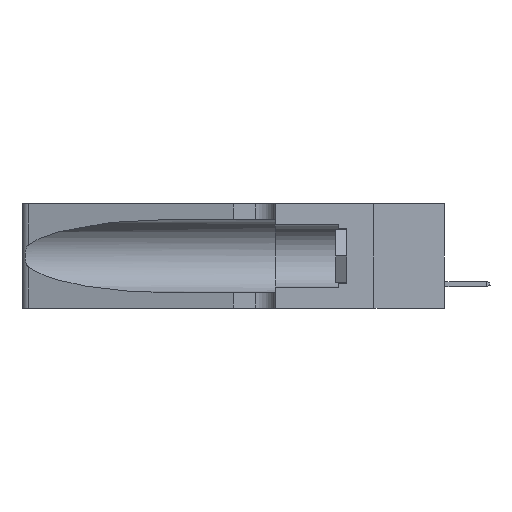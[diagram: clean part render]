
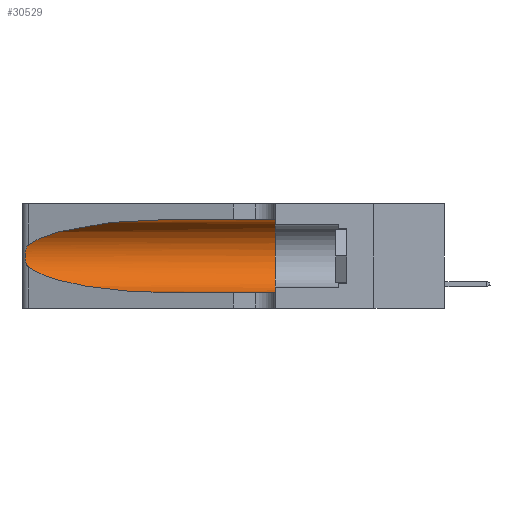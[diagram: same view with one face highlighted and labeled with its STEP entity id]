
A CAD part, left-side view. The second image highlights one B-rep face of the part: STEP entity #30529.
In plain terms, the highlighted cylindrical face has radius 3.308 mm (diameter 6.617 mm), a partial arc.
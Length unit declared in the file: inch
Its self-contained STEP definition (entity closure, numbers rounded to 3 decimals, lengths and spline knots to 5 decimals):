
#629 = CYLINDRICAL_SURFACE ( 'NONE', #34413, 0.13025 ) ;
#1427 = CARTESIAN_POINT ( 'NONE',  ( 0.1305, 1.61858, 0.185 ) ) ;
#1647 = EDGE_LOOP ( 'NONE', ( #27389, #29138, #10875, #12510, #29224, #31145 ) ) ;
#1825 = CARTESIAN_POINT ( 'NONE',  ( 0.25639, 1.23184, 0.21858 ) ) ;
#2076 = VERTEX_POINT ( 'NONE', #5973 ) ;
#2317 = CARTESIAN_POINT ( 'NONE',  ( 0.26017, 1.23833, 0.17102 ) ) ;
#2970 = CARTESIAN_POINT ( 'NONE',  ( 0.25487, 1.22718, 0.14631 ) ) ;
#3088 = CARTESIAN_POINT ( 'NONE',  ( 0.1305, 0.72297, 0.05475 ) ) ;
#3531 = CARTESIAN_POINT ( 'NONE',  ( 0.1305, 1.61858, 0.31525 ) ) ;
#4655 = CARTESIAN_POINT ( 'NONE',  ( 0.25555, 1.22993, 0.14849 ) ) ;
#4774 = CARTESIAN_POINT ( 'NONE',  ( 0.25789, 1.23486, 0.15765 ) ) ;
#4889 = CARTESIAN_POINT ( 'NONE',  ( 0.25787, 1.23484, 0.2124 ) ) ;
#5134 = CARTESIAN_POINT ( 'NONE',  ( 0.25854, 1.2359, 0.20912 ) ) ;
#5255 =( BOUNDED_CURVE ( )  B_SPLINE_CURVE ( 3, ( #10983, #30963, #36467, #30455 ),
 .UNSPECIFIED., .F., .T. ) 
 B_SPLINE_CURVE_WITH_KNOTS ( ( 4, 4 ),
 ( 1.5708, 2.84003 ),
 .UNSPECIFIED. ) 
 CURVE ( )  GEOMETRIC_REPRESENTATION_ITEM ( )  RATIONAL_B_SPLINE_CURVE ( ( 1., 0.87, 0.87, 1. ) ) 
 REPRESENTATION_ITEM ( '' )  );
#5412 = CARTESIAN_POINT ( 'NONE',  ( 0.1305, 0.35, 0.185 ) ) ;
#5838 = CIRCLE ( 'NONE', #6605, 0.13025 ) ;
#5973 = CARTESIAN_POINT ( 'NONE',  ( 0.25487, 1.22718, 0.22369 ) ) ;
#6345 = LINE ( 'NONE', #3531, #26403 ) ;
#6605 = AXIS2_PLACEMENT_3D ( 'NONE', #5412, #25701, #16891 ) ;
#6712 = VERTEX_POINT ( 'NONE', #12385 ) ;
#7408 = VERTEX_POINT ( 'NONE', #23936 ) ;
#8023 = CARTESIAN_POINT ( 'NONE',  ( 0.1305, 0.72297, 0.05475 ) ) ;
#8659 = CARTESIAN_POINT ( 'NONE',  ( 0.2373, 1.15595, 0.08982 ) ) ;
#9995 = VERTEX_POINT ( 'NONE', #8023 ) ;
#10875 = ORIENTED_EDGE ( 'NONE', *, *, #22194, .T. ) ;
#10983 = CARTESIAN_POINT ( 'NONE',  ( 0.1305, 0.72297, 0.31525 ) ) ;
#12344 = DIRECTION ( 'NONE',  ( 0., -1., 0. ) ) ;
#12385 = CARTESIAN_POINT ( 'NONE',  ( 0.1305, 0.35, 0.31525 ) ) ;
#12510 = ORIENTED_EDGE ( 'NONE', *, *, #33858, .T. ) ;
#13965 = B_SPLINE_CURVE_WITH_KNOTS ( 'NONE', 3,
 ( #21961, #27679, #1825, #4889, #5134, #30580, #27555, #19234, #2317, #21714, #4774, #30205, #4655, #21837 ),
 .UNSPECIFIED., .F., .F.,
 ( 4, 2, 2, 2, 2, 2, 4 ),
 ( 0., 0.00027, 0.00053, 0.00107, 0.0016, 0.00187, 0.00214 ),
 .UNSPECIFIED. ) ;
#15039 = EDGE_CURVE ( 'NONE', #6712, #24149, #5838, .T. ) ;
#15595 = VECTOR ( 'NONE', #30226, 39.37008 ) ;
#16140 = VERTEX_POINT ( 'NONE', #36174 ) ;
#16891 = DIRECTION ( 'NONE',  ( 0., 0., 1. ) ) ;
#19234 = CARTESIAN_POINT ( 'NONE',  ( 0.26075, 1.23896, 0.178 ) ) ;
#20812 = DIRECTION ( 'NONE',  ( 0., -1., 0. ) ) ;
#21310 = DIRECTION ( 'NONE',  ( 0., 0., -1. ) ) ;
#21714 = CARTESIAN_POINT ( 'NONE',  ( 0.25856, 1.23593, 0.16098 ) ) ;
#21837 = CARTESIAN_POINT ( 'NONE',  ( 0.25487, 1.22718, 0.14631 ) ) ;
#21961 = CARTESIAN_POINT ( 'NONE',  ( 0.25487, 1.22718, 0.22369 ) ) ;
#22194 = EDGE_CURVE ( 'NONE', #7408, #9995, #33390, .T. ) ;
#23115 = EDGE_CURVE ( 'NONE', #2076, #7408, #13965, .T. ) ;
#23160 = LINE ( 'NONE', #27335, #15595 ) ;
#23936 = CARTESIAN_POINT ( 'NONE',  ( 0.25487, 1.22718, 0.14631 ) ) ;
#24149 = VERTEX_POINT ( 'NONE', #35012 ) ;
#25701 = DIRECTION ( 'NONE',  ( 0., 1., 0. ) ) ;
#26403 = VECTOR ( 'NONE', #12344, 39.37008 ) ;
#27335 = CARTESIAN_POINT ( 'NONE',  ( 0.1305, 1.61858, 0.05475 ) ) ;
#27389 = ORIENTED_EDGE ( 'NONE', *, *, #27863, .T. ) ;
#27555 = CARTESIAN_POINT ( 'NONE',  ( 0.26075, 1.23896, 0.19203 ) ) ;
#27679 = CARTESIAN_POINT ( 'NONE',  ( 0.25555, 1.22994, 0.2215 ) ) ;
#27863 = EDGE_CURVE ( 'NONE', #16140, #2076, #5255, .T. ) ;
#29138 = ORIENTED_EDGE ( 'NONE', *, *, #23115, .T. ) ;
#29224 = ORIENTED_EDGE ( 'NONE', *, *, #15039, .F. ) ;
#30019 = FACE_OUTER_BOUND ( 'NONE', #1647, .T. ) ;
#30205 = CARTESIAN_POINT ( 'NONE',  ( 0.25639, 1.23186, 0.15144 ) ) ;
#30226 = DIRECTION ( 'NONE',  ( 0., -1., 0. ) ) ;
#30455 = CARTESIAN_POINT ( 'NONE',  ( 0.25487, 1.22718, 0.22369 ) ) ;
#30529 = ADVANCED_FACE ( 'NONE', ( #30019 ), #629, .F. ) ;
#30580 = CARTESIAN_POINT ( 'NONE',  ( 0.26018, 1.23835, 0.19895 ) ) ;
#30963 = CARTESIAN_POINT ( 'NONE',  ( 0.18966, 0.96281, 0.31525 ) ) ;
#31145 = ORIENTED_EDGE ( 'NONE', *, *, #32274, .F. ) ;
#32274 = EDGE_CURVE ( 'NONE', #16140, #6712, #6345, .T. ) ;
#33390 =( BOUNDED_CURVE ( )  B_SPLINE_CURVE ( 3, ( #2970, #8659, #36879, #3088 ),
 .UNSPECIFIED., .F., .T. ) 
 B_SPLINE_CURVE_WITH_KNOTS ( ( 4, 4 ),
 ( 3.44316, 4.71239 ),
 .UNSPECIFIED. ) 
 CURVE ( )  GEOMETRIC_REPRESENTATION_ITEM ( )  RATIONAL_B_SPLINE_CURVE ( ( 1., 0.87, 0.87, 1. ) ) 
 REPRESENTATION_ITEM ( '' )  );
#33858 = EDGE_CURVE ( 'NONE', #9995, #24149, #23160, .T. ) ;
#34413 = AXIS2_PLACEMENT_3D ( 'NONE', #1427, #20812, #21310 ) ;
#35012 = CARTESIAN_POINT ( 'NONE',  ( 0.1305, 0.35, 0.05475 ) ) ;
#36174 = CARTESIAN_POINT ( 'NONE',  ( 0.1305, 0.72297, 0.31525 ) ) ;
#36467 = CARTESIAN_POINT ( 'NONE',  ( 0.2373, 1.15595, 0.28018 ) ) ;
#36879 = CARTESIAN_POINT ( 'NONE',  ( 0.18966, 0.96281, 0.05475 ) ) ;
